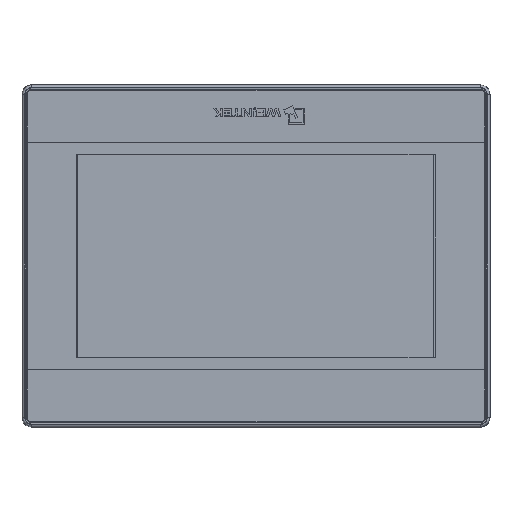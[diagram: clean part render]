
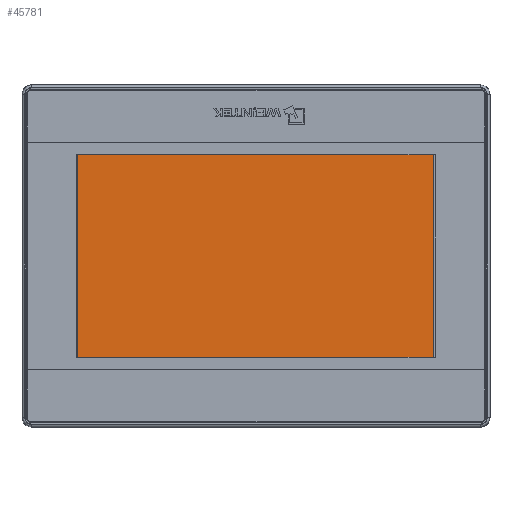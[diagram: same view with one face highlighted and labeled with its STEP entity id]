
A CAD part, top view. The second image highlights one B-rep face of the part: STEP entity #45781.
In plain terms, the highlighted planar face has unit normal (0, 0, 1).
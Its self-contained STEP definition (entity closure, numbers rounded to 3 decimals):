
#2395 = ORIENTED_EDGE ( 'NONE', *, *, #125892, .T. ) ;
#13956 = CARTESIAN_POINT ( 'NONE',  ( 76., 0.2, 19.34 ) ) ;
#35921 = DIRECTION ( 'NONE',  ( -1., 0., 0. ) ) ;
#42361 = DIRECTION ( 'NONE',  ( 1., 0., 0. ) ) ;
#45781 = ADVANCED_FACE ( 'NONE', ( #79436 ), #136561, .T. ) ;
#52334 = ORIENTED_EDGE ( 'NONE', *, *, #131554, .T. ) ;
#53251 = LINE ( 'NONE', #97335, #91791 ) ;
#57324 = DIRECTION ( 'NONE',  ( 0., 1., 0. ) ) ;
#60274 = VECTOR ( 'NONE', #90714, 1000. ) ;
#60603 = DIRECTION ( 'NONE',  ( 1., 0., 0. ) ) ;
#61660 = CARTESIAN_POINT ( 'NONE',  ( -76.4, 45.92, 19.34 ) ) ;
#64373 = EDGE_CURVE ( 'NONE', #76553, #121378, #92287, .T. ) ;
#73343 = VERTEX_POINT ( 'NONE', #115997 ) ;
#74059 = ORIENTED_EDGE ( 'NONE', *, *, #89271, .T. ) ;
#76553 = VERTEX_POINT ( 'NONE', #79587 ) ;
#78743 = ORIENTED_EDGE ( 'NONE', *, *, #64373, .T. ) ;
#79436 = FACE_OUTER_BOUND ( 'NONE', #124696, .T. ) ;
#79587 = CARTESIAN_POINT ( 'NONE',  ( 76., 45.92, 19.34 ) ) ;
#79934 = CARTESIAN_POINT ( 'NONE',  ( -76.4, 0.2, 19.34 ) ) ;
#81906 = LINE ( 'NONE', #13956, #100367 ) ;
#89271 = EDGE_CURVE ( 'NONE', #111827, #73343, #53251, .T. ) ;
#90714 = DIRECTION ( 'NONE',  ( 0., -1., 0. ) ) ;
#91791 = VECTOR ( 'NONE', #42361, 1000. ) ;
#92287 = LINE ( 'NONE', #125568, #94399 ) ;
#94399 = VECTOR ( 'NONE', #35921, 1000. ) ;
#95155 = AXIS2_PLACEMENT_3D ( 'NONE', #103973, #106122, #60603 ) ;
#97335 = CARTESIAN_POINT ( 'NONE',  ( -0.2, -45.52, 19.34 ) ) ;
#100367 = VECTOR ( 'NONE', #57324, 1000. ) ;
#103973 = CARTESIAN_POINT ( 'NONE',  ( -86.8, -53.2, 19.34 ) ) ;
#106122 = DIRECTION ( 'NONE',  ( 0., 0., 1. ) ) ;
#111036 = LINE ( 'NONE', #79934, #60274 ) ;
#111827 = VERTEX_POINT ( 'NONE', #118450 ) ;
#115997 = CARTESIAN_POINT ( 'NONE',  ( 76., -45.52, 19.34 ) ) ;
#118450 = CARTESIAN_POINT ( 'NONE',  ( -76.4, -45.52, 19.34 ) ) ;
#121378 = VERTEX_POINT ( 'NONE', #61660 ) ;
#124696 = EDGE_LOOP ( 'NONE', ( #2395, #74059, #52334, #78743 ) ) ;
#125568 = CARTESIAN_POINT ( 'NONE',  ( -0.2, 45.92, 19.34 ) ) ;
#125892 = EDGE_CURVE ( 'NONE', #121378, #111827, #111036, .T. ) ;
#131554 = EDGE_CURVE ( 'NONE', #73343, #76553, #81906, .T. ) ;
#136561 = PLANE ( 'NONE',  #95155 ) ;
